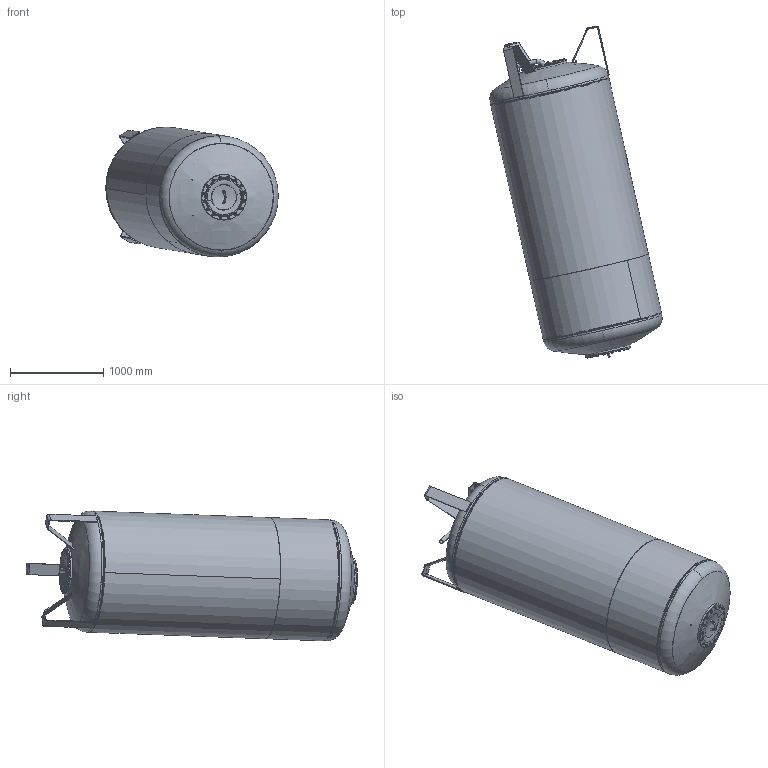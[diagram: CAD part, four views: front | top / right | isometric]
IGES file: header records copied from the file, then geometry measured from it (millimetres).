
Global section: file name: No Iges File Name specified; native system: Autodesk Inventor 2009; preprocessor: AutoDesk Inventor Iges Exporter R2009; author: CADJOBServer; date: 20091008.095256; units: millimetre
Bounding box: 1850.55 x 3561.19 x 1393.66 mm (x, y, z)
Volume: 84556335.8 mm3; surface area: 45970017.8 mm2
Topology: 44 solids, 44 shells, 1970 faces, 4889 edges, 3164 vertices
Faces by surface type: plane 708, bspline 380, cone 300, cylinder 245, revolution 243, torus 88, sphere 6
